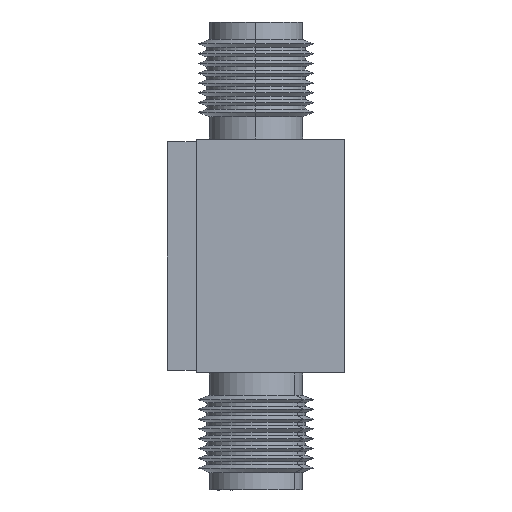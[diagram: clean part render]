
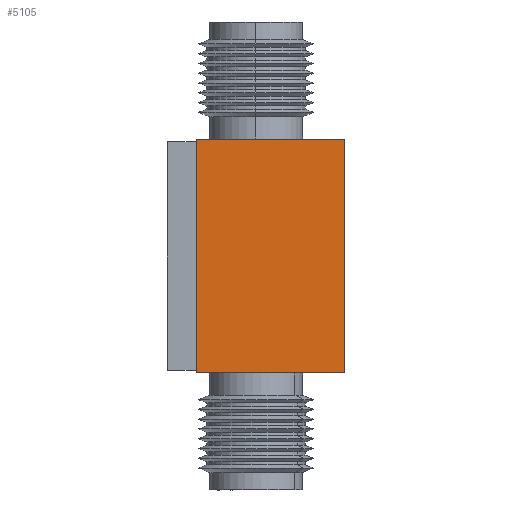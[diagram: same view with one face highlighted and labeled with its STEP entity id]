
A CAD part, left-side view. The second image highlights one B-rep face of the part: STEP entity #5105.
In plain terms, the highlighted planar face has unit normal (-1, 0, 0).
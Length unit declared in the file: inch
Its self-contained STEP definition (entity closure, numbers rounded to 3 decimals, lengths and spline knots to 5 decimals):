
#1443 = VECTOR ( 'NONE', #13583, 39.37008 ) ;
#1751 = LINE ( 'NONE', #27500, #1443 ) ;
#2625 = PLANE ( 'NONE',  #9885 ) ;
#3329 = ORIENTED_EDGE ( 'NONE', *, *, #18793, .T. ) ;
#3724 = VERTEX_POINT ( 'NONE', #8889 ) ;
#3800 = EDGE_CURVE ( 'NONE', #3724, #13363, #11762, .T. ) ;
#4263 = DIRECTION ( 'NONE',  ( 0., -1., 0. ) ) ;
#5075 = ORIENTED_EDGE ( 'NONE', *, *, #3800, .F. ) ;
#5105 = ADVANCED_FACE ( 'NONE', ( #28754 ), #2625, .F. ) ;
#7671 = VECTOR ( 'NONE', #4263, 39.37008 ) ;
#8274 = LINE ( 'NONE', #16853, #26473 ) ;
#8889 = CARTESIAN_POINT ( 'NONE',  ( -1.645, 0.318, 0.25 ) ) ;
#9885 = AXIS2_PLACEMENT_3D ( 'NONE', #35191, #15595, #20558 ) ;
#11762 = LINE ( 'NONE', #26831, #37583 ) ;
#13179 = EDGE_CURVE ( 'NONE', #31839, #33420, #35704, .T. ) ;
#13260 = CARTESIAN_POINT ( 'NONE',  ( -1.645, 0.318, -0.25 ) ) ;
#13363 = VERTEX_POINT ( 'NONE', #14573 ) ;
#13583 = DIRECTION ( 'NONE',  ( 0., 0., 1. ) ) ;
#14573 = CARTESIAN_POINT ( 'NONE',  ( -1.645, 0., 0.25 ) ) ;
#15595 = DIRECTION ( 'NONE',  ( 1., 0., 0. ) ) ;
#16598 = ORIENTED_EDGE ( 'NONE', *, *, #13179, .T. ) ;
#16853 = CARTESIAN_POINT ( 'NONE',  ( -1.645, 0.318, 0.25 ) ) ;
#18793 = EDGE_CURVE ( 'NONE', #33420, #13363, #1751, .T. ) ;
#20558 = DIRECTION ( 'NONE',  ( 0., 0., -1. ) ) ;
#21405 = EDGE_CURVE ( 'NONE', #31839, #3724, #8274, .T. ) ;
#23902 = CARTESIAN_POINT ( 'NONE',  ( -1.645, 0., -0.25 ) ) ;
#24590 = ORIENTED_EDGE ( 'NONE', *, *, #21405, .F. ) ;
#26473 = VECTOR ( 'NONE', #28301, 39.37008 ) ;
#26831 = CARTESIAN_POINT ( 'NONE',  ( -1.645, 0.318, 0.25 ) ) ;
#27009 = DIRECTION ( 'NONE',  ( 0., -1., 0. ) ) ;
#27500 = CARTESIAN_POINT ( 'NONE',  ( -1.645, 0., 0.25 ) ) ;
#28301 = DIRECTION ( 'NONE',  ( 0., 0., 1. ) ) ;
#28554 = CARTESIAN_POINT ( 'NONE',  ( -1.645, 0.318, -0.25 ) ) ;
#28754 = FACE_OUTER_BOUND ( 'NONE', #36500, .T. ) ;
#31839 = VERTEX_POINT ( 'NONE', #28554 ) ;
#33420 = VERTEX_POINT ( 'NONE', #23902 ) ;
#35191 = CARTESIAN_POINT ( 'NONE',  ( -1.645, 0.318, 0.25 ) ) ;
#35704 = LINE ( 'NONE', #13260, #7671 ) ;
#36500 = EDGE_LOOP ( 'NONE', ( #3329, #5075, #24590, #16598 ) ) ;
#37583 = VECTOR ( 'NONE', #27009, 39.37008 ) ;
